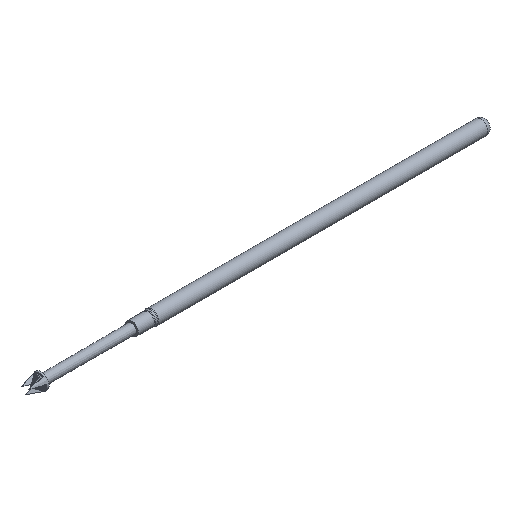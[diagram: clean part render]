
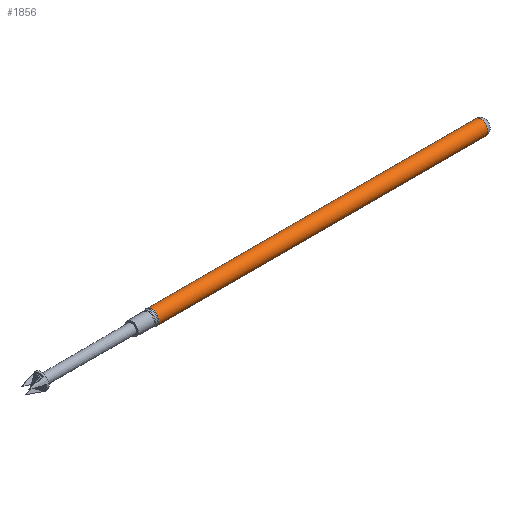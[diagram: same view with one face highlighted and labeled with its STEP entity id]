
A CAD part, isometric view. The second image highlights one B-rep face of the part: STEP entity #1856.
In plain terms, the highlighted cylindrical face has radius 0.51 mm (diameter 1.021 mm), a full revolution.
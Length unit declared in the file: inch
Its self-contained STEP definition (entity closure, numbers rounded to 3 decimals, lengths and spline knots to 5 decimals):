
#5 = CARTESIAN_POINT ( 'NONE',  ( 0.056, 0., -0.0201 ) ) ;
#43 = CIRCLE ( 'NONE', #437, 0.0201 ) ;
#376 = ORIENTED_EDGE ( 'NONE', *, *, #2029, .T. ) ;
#426 = DIRECTION ( 'NONE',  ( -1., 0., 0. ) ) ;
#437 = AXIS2_PLACEMENT_3D ( 'NONE', #1481, #426, #1817 ) ;
#604 = DIRECTION ( 'NONE',  ( 0., 0., -1. ) ) ;
#801 = VERTEX_POINT ( 'NONE', #1220 ) ;
#850 = FACE_OUTER_BOUND ( 'NONE', #1174, .T. ) ;
#911 = EDGE_CURVE ( 'NONE', #1728, #1728, #43, .T. ) ;
#967 = ORIENTED_EDGE ( 'NONE', *, *, #911, .F. ) ;
#1010 = CYLINDRICAL_SURFACE ( 'NONE', #1812, 0.0201 ) ;
#1074 = CARTESIAN_POINT ( 'NONE',  ( 0.985, 0., 0. ) ) ;
#1174 = EDGE_LOOP ( 'NONE', ( #376 ) ) ;
#1177 = DIRECTION ( 'NONE',  ( 0., 0., -1. ) ) ;
#1199 = EDGE_LOOP ( 'NONE', ( #967 ) ) ;
#1220 = CARTESIAN_POINT ( 'NONE',  ( 0.985, 0., -0.0201 ) ) ;
#1356 = CIRCLE ( 'NONE', #1527, 0.0201 ) ;
#1481 = CARTESIAN_POINT ( 'NONE',  ( 0.056, 0., 0. ) ) ;
#1527 = AXIS2_PLACEMENT_3D ( 'NONE', #1074, #1791, #604 ) ;
#1712 = DIRECTION ( 'NONE',  ( -1., 0., 0. ) ) ;
#1728 = VERTEX_POINT ( 'NONE', #5 ) ;
#1791 = DIRECTION ( 'NONE',  ( -1., 0., 0. ) ) ;
#1812 = AXIS2_PLACEMENT_3D ( 'NONE', #2070, #1712, #1177 ) ;
#1817 = DIRECTION ( 'NONE',  ( 0., 0., -1. ) ) ;
#1856 = ADVANCED_FACE ( 'NONE', ( #850, #2227 ), #1010, .T. ) ;
#2029 = EDGE_CURVE ( 'NONE', #801, #801, #1356, .T. ) ;
#2070 = CARTESIAN_POINT ( 'NONE',  ( 0., 0., 0. ) ) ;
#2227 = FACE_OUTER_BOUND ( 'NONE', #1199, .T. ) ;
